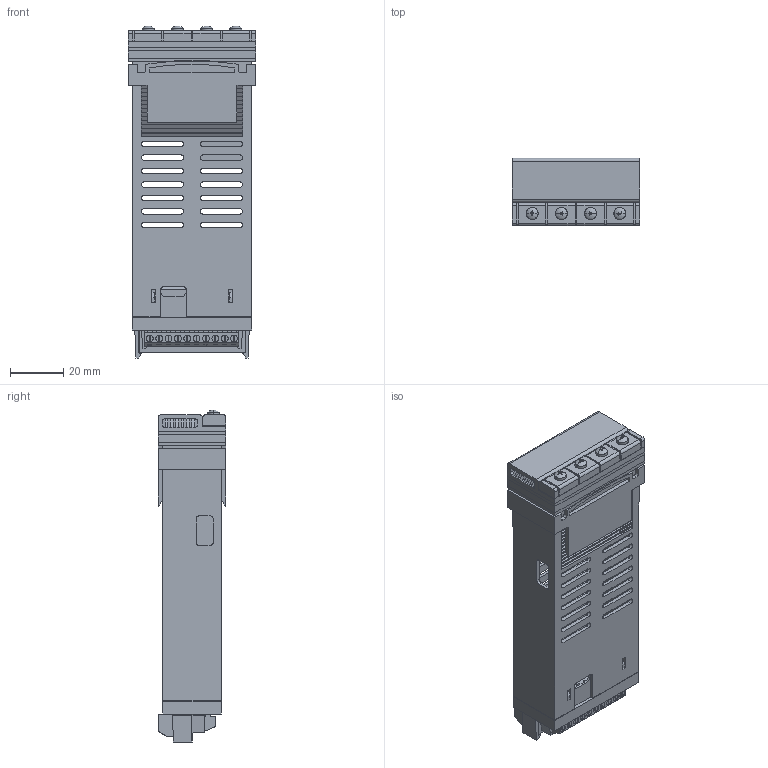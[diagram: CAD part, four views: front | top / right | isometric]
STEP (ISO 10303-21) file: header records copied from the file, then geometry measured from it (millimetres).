
FILE_DESCRIPTION (( 'STEP AP203' ), '1' );
FILE_NAME ('32 DIN PT ISERIES.STEP', '2017-06-26T19:49:27', ( '' ), ( '' ), 'SwSTEP 2.0', 'SolidWorks 2015', '' );
FILE_SCHEMA (( 'CONFIG_CONTROL_DESIGN' ));
Length unit declared in the file: inch
Products named in the file (15): 13509A1-01_i32_GASKET_1; 9001264-10_PLUG,RD_PIN; 13505A1-01_i32_LENS; 9001264-08-1_PLUG, RD_PIN; 13507A1-01_i32_GASKET_2; i32_13697AY-01_Main_Board_Assembly_NO ETHERNET - USB New Location; 13506A1-01_KEY_BEZEL_4 BUTTON; 32 DIN PT ISERIES; 13504A1-01_KEYPAD_4 BUTTON; 13687A1-01_i32_MASK; 9004510-04_i32_i16_i8DH_i8DV; 13508A1-01_16033A1-01_CASE_i32 New USB Location; i32_BEZEL_13708AY-01; 13510A1-01_i32_RETAINER; 13521A1-02_HOUSING_CONNECTOR
Assembly tree (14 placements, depth 3):
  32 DIN PT ISERIES
    13508A1-01_16033A1-01_CASE_i32 New USB Location
    13510A1-01_i32_RETAINER
    13509A1-01_i32_GASKET_1
    i32_BEZEL_13708AY-01
      13505A1-01_i32_LENS
      13507A1-01_i32_GASKET_2
      13506A1-01_KEY_BEZEL_4 BUTTON
      13504A1-01_KEYPAD_4 BUTTON
      13687A1-01_i32_MASK
      9004510-04_i32_i16_i8DH_i8DV
    13521A1-02_HOUSING_CONNECTOR
    i32_13697AY-01_Main_Board_Assembly_NO ETHERNET - USB New Location
      9001264-10_PLUG,RD_PIN
      9001264-08-1_PLUG, RD_PIN
Bounding box: 48.21 x 25.53 x 125.22 mm (x, y, z)
Volume: 38700.3 mm3; surface area: 57466.5 mm2
Topology: 22 solids, 22 shells, 1686 faces, 4715 edges, 3330 vertices
Faces by surface type: plane 1152, cylinder 480, cone 36, sphere 18
Entity records: 59574 total; most frequent: CARTESIAN_POINT 13710, ORIENTED_EDGE 9430, DIRECTION 8622, EDGE_CURVE 4715, LINE 3404, VECTOR 3404, VERTEX_POINT 3330, AXIS2_PLACEMENT_3D 2609
